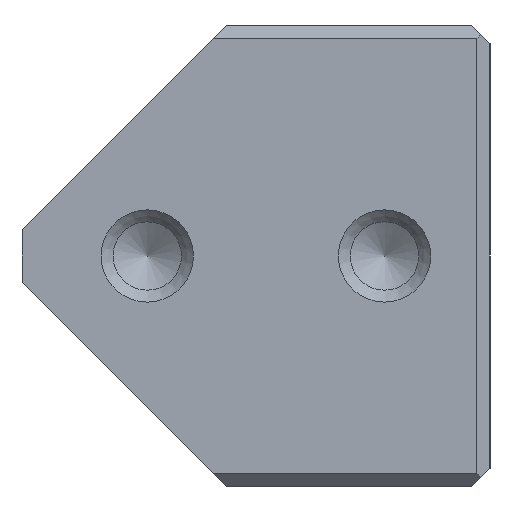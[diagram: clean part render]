
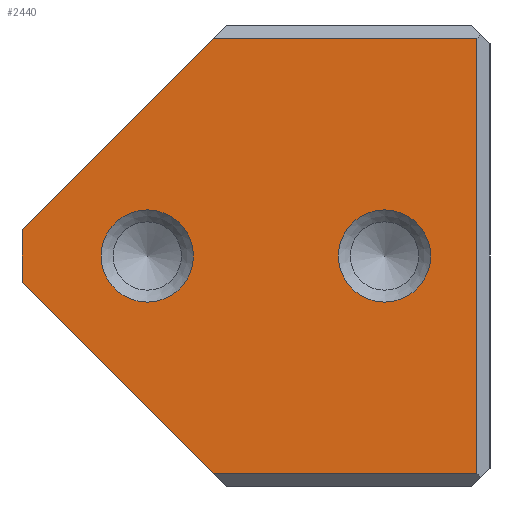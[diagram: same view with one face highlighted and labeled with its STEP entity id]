
A CAD part, left-side view. The second image highlights one B-rep face of the part: STEP entity #2440.
In plain terms, the highlighted planar face has unit normal (-1, 0, 0).
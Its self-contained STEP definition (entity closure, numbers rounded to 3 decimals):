
#2440=ADVANCED_FACE('',(#3280,#3281,#3282),#2792,.T.);
#2792=PLANE('',#8310);
#3019=CIRCLE('',#8308,3.5);
#3020=CIRCLE('',#8309,3.5);
#3280=FACE_BOUND('',#3437,.T.);
#3281=FACE_BOUND('',#3438,.T.);
#3282=FACE_BOUND('',#3439,.T.);
#3437=EDGE_LOOP('',(#4090));
#3438=EDGE_LOOP('',(#4091));
#3439=EDGE_LOOP('',(#4092,#4093,#4094,#4095,#4096,#4097));
#4090=ORIENTED_EDGE('',*,*,#6416,.T.);
#4091=ORIENTED_EDGE('',*,*,#6417,.T.);
#4092=ORIENTED_EDGE('',*,*,#6418,.T.);
#4093=ORIENTED_EDGE('',*,*,#6419,.T.);
#4094=ORIENTED_EDGE('',*,*,#6420,.T.);
#4095=ORIENTED_EDGE('',*,*,#6421,.F.);
#4096=ORIENTED_EDGE('',*,*,#6422,.T.);
#4097=ORIENTED_EDGE('',*,*,#6423,.T.);
#5818=VERTEX_POINT('',#10603);
#5819=VERTEX_POINT('',#10605);
#5820=VERTEX_POINT('',#10607);
#5821=VERTEX_POINT('',#10608);
#5822=VERTEX_POINT('',#10610);
#5823=VERTEX_POINT('',#10612);
#5824=VERTEX_POINT('',#10614);
#5825=VERTEX_POINT('',#10616);
#6416=EDGE_CURVE('',#5818,#5818,#3019,.T.);
#6417=EDGE_CURVE('',#5819,#5819,#3020,.T.);
#6418=EDGE_CURVE('',#5820,#5821,#7197,.T.);
#6419=EDGE_CURVE('',#5821,#5822,#7198,.T.);
#6420=EDGE_CURVE('',#5822,#5823,#7199,.T.);
#6421=EDGE_CURVE('',#5824,#5823,#7200,.T.);
#6422=EDGE_CURVE('',#5824,#5825,#7201,.T.);
#6423=EDGE_CURVE('',#5825,#5820,#7202,.T.);
#7197=LINE('',#10606,#7827);
#7198=LINE('',#10609,#7828);
#7199=LINE('',#10611,#7829);
#7200=LINE('',#10613,#7830);
#7201=LINE('',#10615,#7831);
#7202=LINE('',#10617,#7832);
#7827=VECTOR('',#8798,1.);
#7828=VECTOR('',#8799,1.);
#7829=VECTOR('',#8800,1.);
#7830=VECTOR('',#8801,1.);
#7831=VECTOR('',#8802,1.);
#7832=VECTOR('',#8803,1.);
#8308=AXIS2_PLACEMENT_3D('',#10602,#8794,#8795);
#8309=AXIS2_PLACEMENT_3D('',#10604,#8796,#8797);
#8310=AXIS2_PLACEMENT_3D('',#10618,#8804,#8805);
#8794=DIRECTION('',(1.,0.,0.));
#8795=DIRECTION('',(0.,0.,-1.));
#8796=DIRECTION('',(1.,0.,0.));
#8797=DIRECTION('',(0.,0.,-1.));
#8798=DIRECTION('',(0.,0.,1.));
#8799=DIRECTION('',(0.,1.,0.));
#8800=DIRECTION('',(0.,0.707,-0.707));
#8801=DIRECTION('',(0.,0.,1.));
#8802=DIRECTION('',(0.,-0.707,-0.707));
#8803=DIRECTION('',(0.,-1.,0.));
#8804=DIRECTION('',(-1.,0.,0.));
#8805=DIRECTION('',(0.,0.,-1.));
#10602=CARTESIAN_POINT('',(0.,26.,17.5));
#10603=CARTESIAN_POINT('',(0.,26.,14.));
#10604=CARTESIAN_POINT('',(0.,8.,17.5));
#10605=CARTESIAN_POINT('',(0.,8.,14.));
#10606=CARTESIAN_POINT('',(0.,1.,0.));
#10607=CARTESIAN_POINT('',(0.,1.,1.));
#10608=CARTESIAN_POINT('',(0.,1.,34.));
#10609=CARTESIAN_POINT('',(0.,17.75,34.));
#10610=CARTESIAN_POINT('',(0.,21.002,34.));
#10611=CARTESIAN_POINT('',(0.,36.376,18.626));
#10612=CARTESIAN_POINT('',(0.,35.5,19.502));
#10613=CARTESIAN_POINT('',(0.,35.5,0.));
#10614=CARTESIAN_POINT('',(0.,35.5,15.498));
#10615=CARTESIAN_POINT('',(0.,18.876,-1.126));
#10616=CARTESIAN_POINT('',(0.,21.002,1.));
#10617=CARTESIAN_POINT('',(0.,17.75,1.));
#10618=CARTESIAN_POINT('',(0.,17.75,0.));
